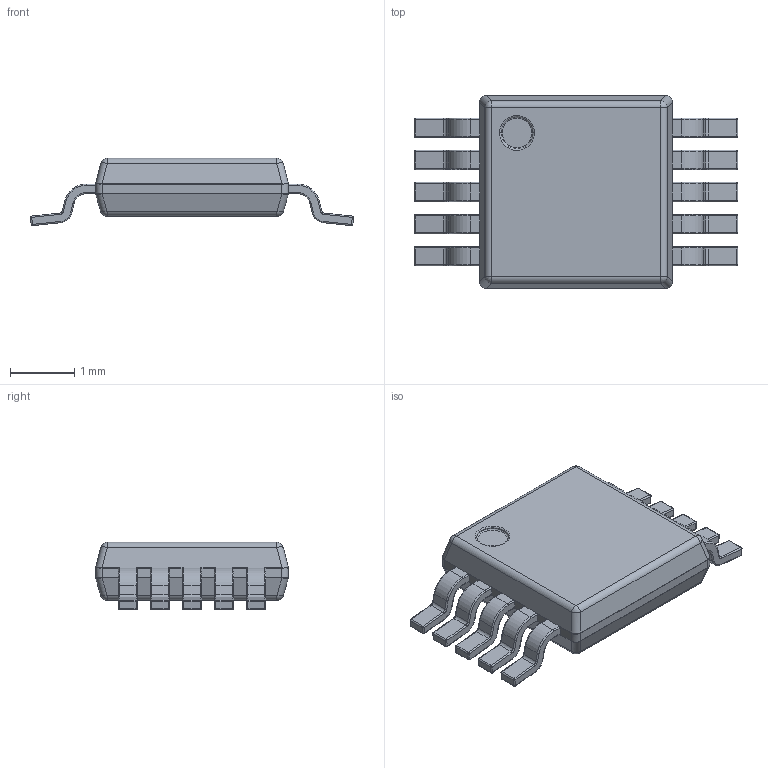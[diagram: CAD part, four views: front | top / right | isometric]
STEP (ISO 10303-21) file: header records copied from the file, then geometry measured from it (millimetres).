
FILE_DESCRIPTION(('FreeCAD Model'),'2;1');
FILE_NAME('User Library-MSOP-10-1.step' ,'2017-02-23T13:06:08',('kicad StepUp'),('ksu MCAD'), 'Open CASCADE STEP processor 6.8','FreeCAD','Unknown');
FILE_SCHEMA(('AUTOMOTIVE_DESIGN_CC2 { 1 2 10303 214 -1 1 5 4 }'));
Length unit declared in the file: millimetre
Products named in the file (1): User_Library-MSOP-10-1
Bounding box: 5.03 x 3 x 1.05 mm (x, y, z)
Volume: 8.2 mm3; surface area: 36.8 mm2
Topology: 1 solids, 1 shells, 581 faces, 1382 edges, 736 vertices
Faces by surface type: cylinder 260, plane 115, torus 84, bspline 64, sphere 58
Entity records: 20815 total; most frequent: CARTESIAN_POINT 3840, DIRECTION 2940, ORIENTED_EDGE 2628, EDGE_CURVE 1314, AXIS2_PLACEMENT_3D 1196, VERTEX_POINT 736, CIRCLE 678, FACE_BOUND 582
